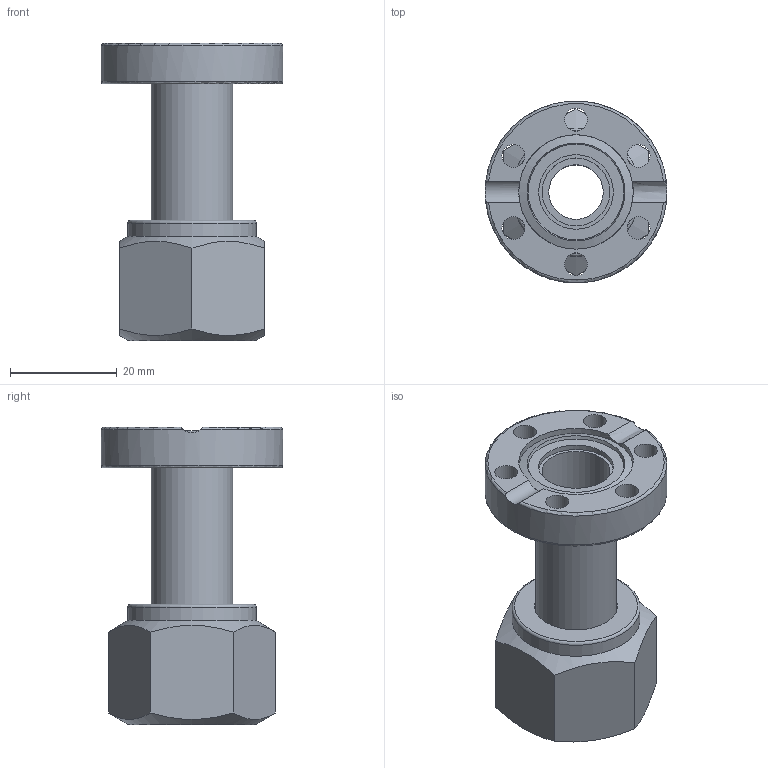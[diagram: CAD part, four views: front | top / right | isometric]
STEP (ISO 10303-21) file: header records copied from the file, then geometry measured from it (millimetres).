
FILE_DESCRIPTION((''),'2;1');
FILE_NAME('F16VCR13F-316.stp','2009-04-15T15:38:12',('hasers'),(''),'Autodesk Inventor 2008','Autodesk Inventor 2008','');
FILE_SCHEMA(('AUTOMOTIVE_DESIGN { 1 0 10303 214 1 1 1 1 }'));
Length unit declared in the file: millimetre
Products named in the file (4): F16VCR13F-316; CF-07 [Keywords [Summary]=1.4404][Company [Summary]=Vacom][Title [Summary]=F16]_8; VCR-12INCH-TU15MM; VCR-12INCH-F-MUTTER
Assembly tree (3 placements, depth 2):
  F16VCR13F-316
    CF-07 [Keywords [Summary]=1.4404][Company [Summary]=Vacom][Title [Summary]=F16]_8
    VCR-12INCH-TU15MM
    VCR-12INCH-F-MUTTER
Bounding box: 34 x 33.97 x 55.6 mm (x, y, z)
Volume: 14628.9 mm3; surface area: 10715.7 mm2
Topology: 3 solids, 3 shells, 52 faces, 129 edges, 88 vertices
Faces by surface type: plane 19, cylinder 15, bspline 7, cone 6, torus 5
Full cylindrical faces by diameter (mm): 10.2 x1, 12.7 x1, 13.95 x1, 15.2 x2, 15.5 x1, 17.6 x1, 18.9 x1, 20.3 x1, 20.4 x1, 21.4 x1, 22 x1, 24 x1, 34 x1
Entity records: 1672 total; most frequent: CARTESIAN_POINT 510, DIRECTION 214, ORIENTED_EDGE 184, EDGE_LOOP 104, AXIS2_PLACEMENT_3D 102, EDGE_CURVE 92, VERTEX_POINT 80, FACE_OUTER_BOUND 52
